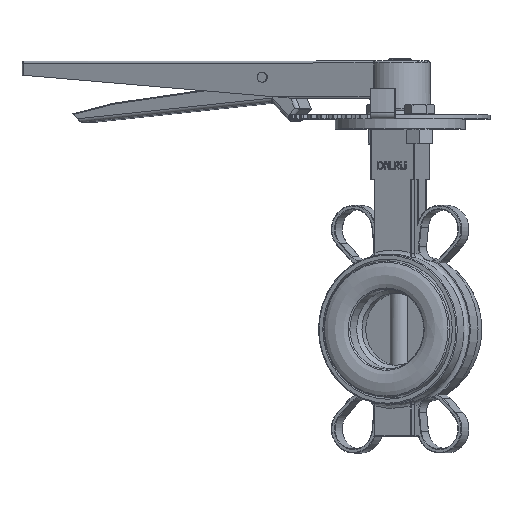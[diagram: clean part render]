
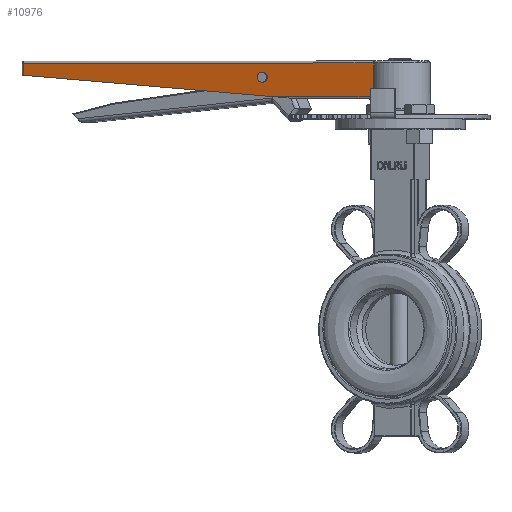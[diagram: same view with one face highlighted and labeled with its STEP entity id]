
A CAD part, top view. The second image highlights one B-rep face of the part: STEP entity #10976.
In plain terms, the highlighted face is planar.
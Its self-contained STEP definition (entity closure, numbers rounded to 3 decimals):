
#921=CIRCLE('',#12191,2.5);
#1061=FACE_BOUND('',#2953,.T.);
#2305=FACE_OUTER_BOUND('',#2952,.T.);
#2952=EDGE_LOOP('',(#9709,#9710,#9711,#9712,#9713));
#2953=EDGE_LOOP('',(#9714));
#3697=LINE('',#20199,#4470);
#3698=LINE('',#20201,#4471);
#3700=LINE('',#20208,#4473);
#3704=LINE('',#20217,#4477);
#3730=LINE('',#20277,#4503);
#4470=VECTOR('',#14879,10.);
#4471=VECTOR('',#14882,10.);
#4473=VECTOR('',#14890,10.);
#4477=VECTOR('',#14900,10.);
#4503=VECTOR('',#14958,10.);
#5393=VERTEX_POINT('',#19979);
#5420=VERTEX_POINT('',#20167);
#5423=VERTEX_POINT('',#20187);
#5425=VERTEX_POINT('',#20193);
#5427=VERTEX_POINT('',#20206);
#5428=VERTEX_POINT('',#20213);
#6801=EDGE_CURVE('',#5393,#5393,#921,.T.);
#6847=EDGE_CURVE('',#5423,#5425,#3697,.T.);
#6848=EDGE_CURVE('',#5425,#5420,#3698,.T.);
#6851=EDGE_CURVE('',#5427,#5423,#3700,.T.);
#6856=EDGE_CURVE('',#5420,#5428,#3704,.T.);
#6887=EDGE_CURVE('',#5427,#5428,#3730,.T.);
#9709=ORIENTED_EDGE('',*,*,#6851,.F.);
#9710=ORIENTED_EDGE('',*,*,#6887,.T.);
#9711=ORIENTED_EDGE('',*,*,#6856,.F.);
#9712=ORIENTED_EDGE('',*,*,#6848,.F.);
#9713=ORIENTED_EDGE('',*,*,#6847,.F.);
#9714=ORIENTED_EDGE('',*,*,#6801,.T.);
#10435=PLANE('',#12257);
#10976=ADVANCED_FACE('',(#2305,#1061),#10435,.T.);
#12191=AXIS2_PLACEMENT_3D('',#19981,#14788,#14789);
#12257=AXIS2_PLACEMENT_3D('',#20285,#14967,#14968);
#14788=DIRECTION('center_axis',(-1.,0.,0.));
#14789=DIRECTION('ref_axis',(0.,0.,-1.));
#14879=DIRECTION('',(0.,0.,-1.));
#14882=DIRECTION('',(0.,-1.,0.));
#14890=DIRECTION('',(0.,1.,0.));
#14900=DIRECTION('',(0.,0.,1.));
#14958=DIRECTION('',(0.,-0.08,-0.997));
#14967=DIRECTION('center_axis',(1.,0.,0.));
#14968=DIRECTION('ref_axis',(0.,1.,0.));
#19979=CARTESIAN_POINT('',(11.579,14.381,69.55));
#19981=CARTESIAN_POINT('Origin',(11.579,16.881,69.55));
#20167=CARTESIAN_POINT('',(11.579,7.136,9.888));
#20187=CARTESIAN_POINT('',(11.579,24.,199.));
#20193=CARTESIAN_POINT('',(11.579,24.,9.888));
#20199=CARTESIAN_POINT('',(11.579,24.,0.));
#20201=CARTESIAN_POINT('',(11.579,0.,9.888));
#20206=CARTESIAN_POINT('',(11.579,17.991,199.));
#20208=CARTESIAN_POINT('',(11.579,10.852,199.));
#20213=CARTESIAN_POINT('',(11.579,7.136,63.021));
#20217=CARTESIAN_POINT('',(11.579,7.136,0.));
#20277=CARTESIAN_POINT('',(11.579,10.101,100.16));
#20285=CARTESIAN_POINT('Origin',(11.579,6.136,0.));
